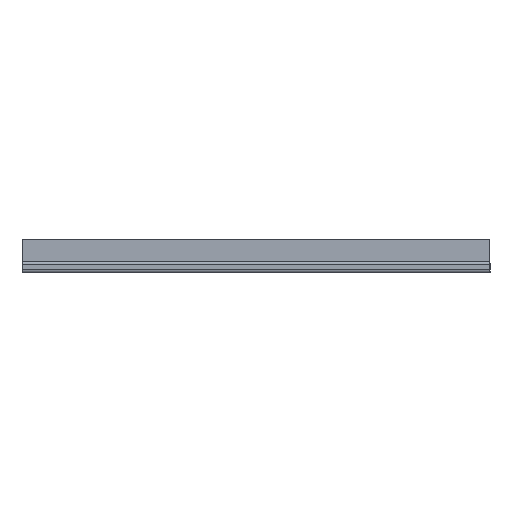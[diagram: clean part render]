
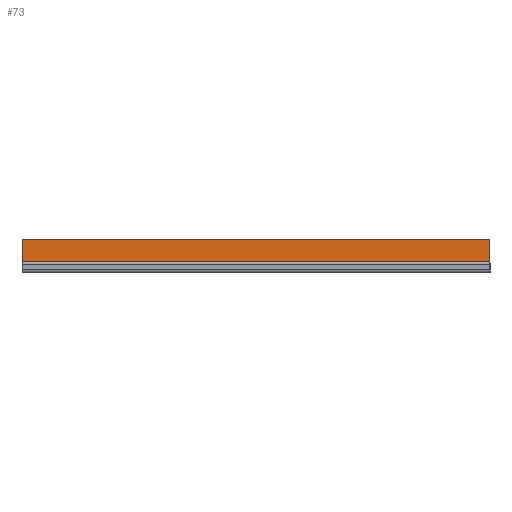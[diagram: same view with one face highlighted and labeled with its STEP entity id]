
A CAD part, left-side view. The second image highlights one B-rep face of the part: STEP entity #73.
In plain terms, the highlighted planar face has unit normal (-1, 0, 0).
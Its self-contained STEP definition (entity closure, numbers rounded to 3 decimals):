
#3 = AXIS2_PLACEMENT_3D ( 'NONE', #660, #144, #444 ) ;
#17 = EDGE_LOOP ( 'NONE', ( #720, #357, #568, #531 ) ) ;
#31 = VECTOR ( 'NONE', #861, 1000. ) ;
#73 = ADVANCED_FACE ( 'NONE', ( #585 ), #824, .F. ) ;
#144 = DIRECTION ( 'NONE',  ( 1., 0., 0. ) ) ;
#167 = CARTESIAN_POINT ( 'NONE',  ( -66.6, 23.6, 3.5 ) ) ;
#173 = LINE ( 'NONE', #914, #31 ) ;
#239 = VECTOR ( 'NONE', #749, 1000. ) ;
#270 = LINE ( 'NONE', #353, #239 ) ;
#301 = CARTESIAN_POINT ( 'NONE',  ( -66.6, -25., 1.2 ) ) ;
#315 = CARTESIAN_POINT ( 'NONE',  ( -66.6, 23.6, 1.2 ) ) ;
#345 = VERTEX_POINT ( 'NONE', #315 ) ;
#353 = CARTESIAN_POINT ( 'NONE',  ( -66.6, 25., 3.5 ) ) ;
#357 = ORIENTED_EDGE ( 'NONE', *, *, #770, .T. ) ;
#421 = LINE ( 'NONE', #582, #682 ) ;
#432 = VECTOR ( 'NONE', #546, 1000. ) ;
#444 = DIRECTION ( 'NONE',  ( 0., 0., -1. ) ) ;
#531 = ORIENTED_EDGE ( 'NONE', *, *, #944, .T. ) ;
#546 = DIRECTION ( 'NONE',  ( 0., 0., -1. ) ) ;
#568 = ORIENTED_EDGE ( 'NONE', *, *, #801, .T. ) ;
#582 = CARTESIAN_POINT ( 'NONE',  ( -66.6, -25., 3.5 ) ) ;
#585 = FACE_OUTER_BOUND ( 'NONE', #17, .T. ) ;
#625 = LINE ( 'NONE', #919, #432 ) ;
#643 = EDGE_CURVE ( 'NONE', #713, #870, #270, .T. ) ;
#660 = CARTESIAN_POINT ( 'NONE',  ( -66.6, 25., 3.5 ) ) ;
#682 = VECTOR ( 'NONE', #820, 1000. ) ;
#713 = VERTEX_POINT ( 'NONE', #167 ) ;
#720 = ORIENTED_EDGE ( 'NONE', *, *, #643, .F. ) ;
#730 = VERTEX_POINT ( 'NONE', #301 ) ;
#749 = DIRECTION ( 'NONE',  ( 0., -1., 0. ) ) ;
#770 = EDGE_CURVE ( 'NONE', #713, #345, #625, .T. ) ;
#801 = EDGE_CURVE ( 'NONE', #345, #730, #173, .T. ) ;
#820 = DIRECTION ( 'NONE',  ( 0., 0., 1. ) ) ;
#824 = PLANE ( 'NONE',  #3 ) ;
#861 = DIRECTION ( 'NONE',  ( 0., -1., 0. ) ) ;
#865 = CARTESIAN_POINT ( 'NONE',  ( -66.6, -25., 3.5 ) ) ;
#870 = VERTEX_POINT ( 'NONE', #865 ) ;
#914 = CARTESIAN_POINT ( 'NONE',  ( -66.6, 25., 1.2 ) ) ;
#919 = CARTESIAN_POINT ( 'NONE',  ( -66.6, 23.6, 3.5 ) ) ;
#944 = EDGE_CURVE ( 'NONE', #730, #870, #421, .T. ) ;
